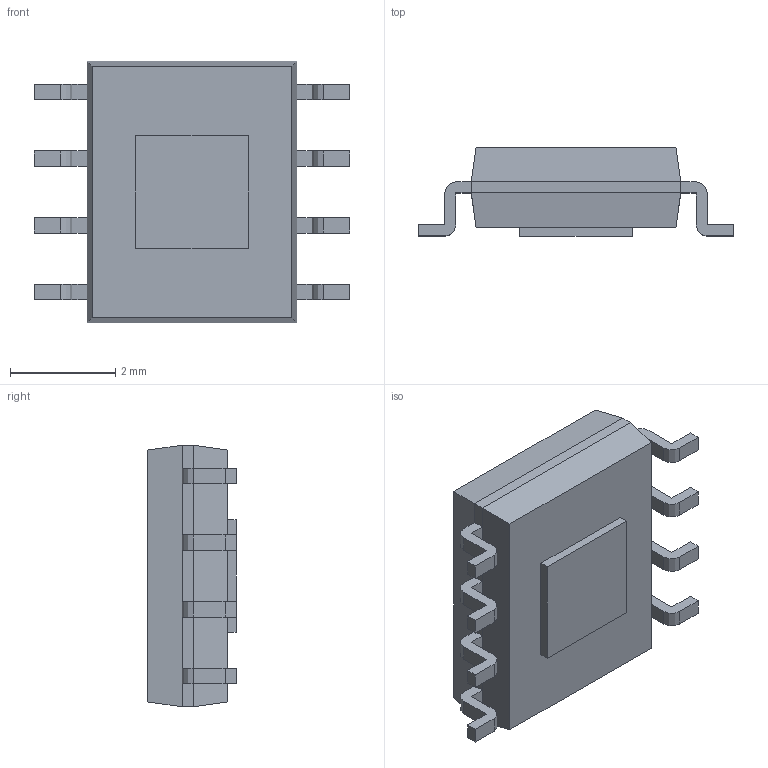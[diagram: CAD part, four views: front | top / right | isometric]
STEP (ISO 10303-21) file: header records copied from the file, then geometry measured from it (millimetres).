
FILE_DESCRIPTION(('FreeCAD Model'),'2;1');
FILE_NAME('Open CASCADE Shape Model','2025-09-25T05:59:32',(''),(''), 'Open CASCADE STEP processor 7.8','FreeCAD','Unknown');
FILE_SCHEMA(('AUTOMOTIVE_DESIGN { 1 0 10303 214 1 1 1 1 }'));
Length unit declared in the file: millimetre
Products named in the file (11): SOIC_standard; Array; Body001 (Mirror #1); Array001; Body001; Body; Body002; Body003; Pad002; XY-plane; X-axis
Assembly tree (38 placements, depth 3):
  SOIC_standard
    Array
      Body001 (Mirror #1)  x4
    Array001
      Body001  x4
    Body
    Body002
    Body003
    Pad002
    XY-plane  x12
    X-axis  x12
Bounding box: 6 x 1.68 x 4.98 mm (x, y, z)
Volume: 31.4 mm3; surface area: 100 mm2
Topology: 12 solids, 12 shells, 127 faces, 310 edges, 196 vertices
Faces by surface type: plane 109, cylinder 18
Full cylindrical faces by diameter (mm): 0.399 x2
Entity records: 1934 total; most frequent: DIRECTION 319, CARTESIAN_POINT 289, ORIENTED_EDGE 236, EDGE_CURVE 118, LINE 107, VECTOR 107, AXIS2_PLACEMENT_3D 106, VERTEX_POINT 76
